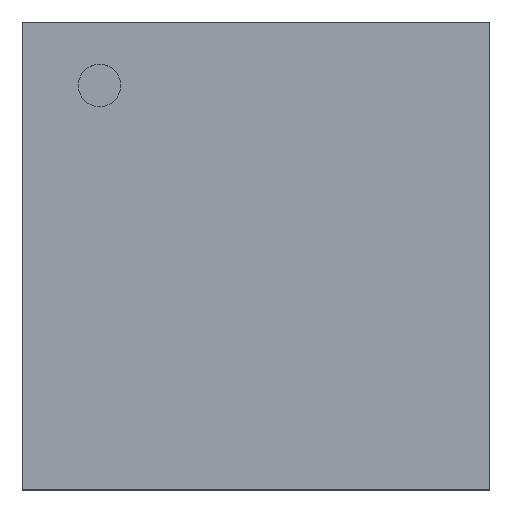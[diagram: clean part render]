
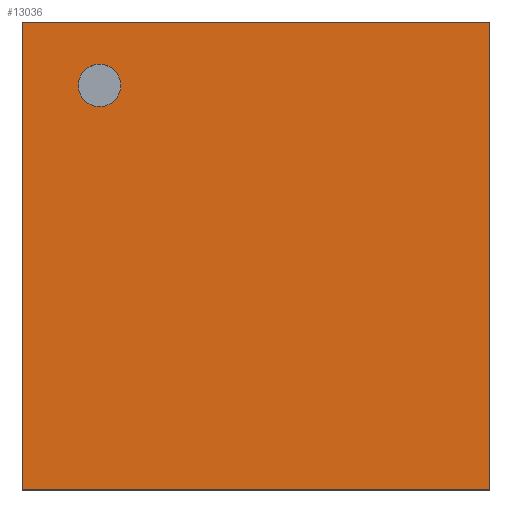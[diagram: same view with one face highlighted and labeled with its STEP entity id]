
A CAD part, top view. The second image highlights one B-rep face of the part: STEP entity #13036.
In plain terms, the highlighted planar face has unit normal (0, 0, 1).
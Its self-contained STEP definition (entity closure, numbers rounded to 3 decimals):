
#371 = AXIS2_PLACEMENT_3D ( 'NONE', #6014, #6939, #7979 ) ;
#700 = DIRECTION ( 'NONE',  ( 1., 0., 0. ) ) ;
#1059 = ORIENTED_EDGE ( 'NONE', *, *, #10654, .F. ) ;
#1108 = EDGE_CURVE ( 'NONE', #8935, #6893, #1494, .T. ) ;
#1369 = VERTEX_POINT ( 'NONE', #3598 ) ;
#1486 = CARTESIAN_POINT ( 'NONE',  ( 5.998, 4.548, 0.75 ) ) ;
#1494 = LINE ( 'NONE', #3140, #2623 ) ;
#1598 = EDGE_LOOP ( 'NONE', ( #8194, #10124, #6617, #6847 ) ) ;
#2321 = EDGE_LOOP ( 'NONE', ( #1059, #5268 ) ) ;
#2552 = PLANE ( 'NONE',  #9632 ) ;
#2623 = VECTOR ( 'NONE', #6364, 1000. ) ;
#2808 = LINE ( 'NONE', #1486, #7350 ) ;
#3140 = CARTESIAN_POINT ( 'NONE',  ( 2.998, 4.548, 0.75 ) ) ;
#3598 = CARTESIAN_POINT ( 'NONE',  ( 5.998, 1.548, 0.75 ) ) ;
#3758 = CARTESIAN_POINT ( 'NONE',  ( 0., 0., 0.75 ) ) ;
#4284 = LINE ( 'NONE', #5316, #12294 ) ;
#4729 = CARTESIAN_POINT ( 'NONE',  ( 3.631, 4.142, 0.75 ) ) ;
#5268 = ORIENTED_EDGE ( 'NONE', *, *, #10974, .F. ) ;
#5316 = CARTESIAN_POINT ( 'NONE',  ( 5.998, 1.548, 0.75 ) ) ;
#5460 = DIRECTION ( 'NONE',  ( 1., 0., 0. ) ) ;
#5703 = CIRCLE ( 'NONE', #371, 0.136 ) ;
#6014 = CARTESIAN_POINT ( 'NONE',  ( 3.494, 4.142, 0.75 ) ) ;
#6292 = EDGE_CURVE ( 'NONE', #12371, #8935, #2808, .T. ) ;
#6318 = CIRCLE ( 'NONE', #9795, 0.136 ) ;
#6364 = DIRECTION ( 'NONE',  ( 0., -1., 0. ) ) ;
#6495 = CARTESIAN_POINT ( 'NONE',  ( 2.998, 1.548, 0.75 ) ) ;
#6561 = DIRECTION ( 'NONE',  ( 0., 0., 1. ) ) ;
#6575 = LINE ( 'NONE', #6495, #6736 ) ;
#6613 = DIRECTION ( 'NONE',  ( -1., 0., 0. ) ) ;
#6617 = ORIENTED_EDGE ( 'NONE', *, *, #8813, .T. ) ;
#6633 = FACE_OUTER_BOUND ( 'NONE', #1598, .T. ) ;
#6736 = VECTOR ( 'NONE', #5460, 1000. ) ;
#6847 = ORIENTED_EDGE ( 'NONE', *, *, #6292, .T. ) ;
#6893 = VERTEX_POINT ( 'NONE', #7951 ) ;
#6912 = VERTEX_POINT ( 'NONE', #11109 ) ;
#6939 = DIRECTION ( 'NONE',  ( 0., 0., 1. ) ) ;
#7350 = VECTOR ( 'NONE', #6613, 1000. ) ;
#7951 = CARTESIAN_POINT ( 'NONE',  ( 2.998, 1.548, 0.75 ) ) ;
#7979 = DIRECTION ( 'NONE',  ( 1., 0., 0. ) ) ;
#8194 = ORIENTED_EDGE ( 'NONE', *, *, #1108, .T. ) ;
#8732 = EDGE_CURVE ( 'NONE', #6893, #1369, #6575, .T. ) ;
#8813 = EDGE_CURVE ( 'NONE', #1369, #12371, #4284, .T. ) ;
#8935 = VERTEX_POINT ( 'NONE', #12241 ) ;
#9632 = AXIS2_PLACEMENT_3D ( 'NONE', #3758, #10962, #700 ) ;
#9731 = CARTESIAN_POINT ( 'NONE',  ( 3.494, 4.142, 0.75 ) ) ;
#9795 = AXIS2_PLACEMENT_3D ( 'NONE', #9731, #6561, #12959 ) ;
#10124 = ORIENTED_EDGE ( 'NONE', *, *, #8732, .T. ) ;
#10654 = EDGE_CURVE ( 'NONE', #12534, #6912, #5703, .T. ) ;
#10671 = CARTESIAN_POINT ( 'NONE',  ( 5.998, 4.548, 0.75 ) ) ;
#10962 = DIRECTION ( 'NONE',  ( 0., 0., 1. ) ) ;
#10974 = EDGE_CURVE ( 'NONE', #6912, #12534, #6318, .T. ) ;
#11109 = CARTESIAN_POINT ( 'NONE',  ( 3.358, 4.142, 0.75 ) ) ;
#11698 = DIRECTION ( 'NONE',  ( 0., 1., 0. ) ) ;
#12241 = CARTESIAN_POINT ( 'NONE',  ( 2.998, 4.548, 0.75 ) ) ;
#12294 = VECTOR ( 'NONE', #11698, 1000. ) ;
#12371 = VERTEX_POINT ( 'NONE', #10671 ) ;
#12534 = VERTEX_POINT ( 'NONE', #4729 ) ;
#12959 = DIRECTION ( 'NONE',  ( 1., 0., 0. ) ) ;
#13036 = ADVANCED_FACE ( 'NONE', ( #13151, #6633 ), #2552, .T. ) ;
#13151 = FACE_BOUND ( 'NONE', #2321, .T. ) ;
